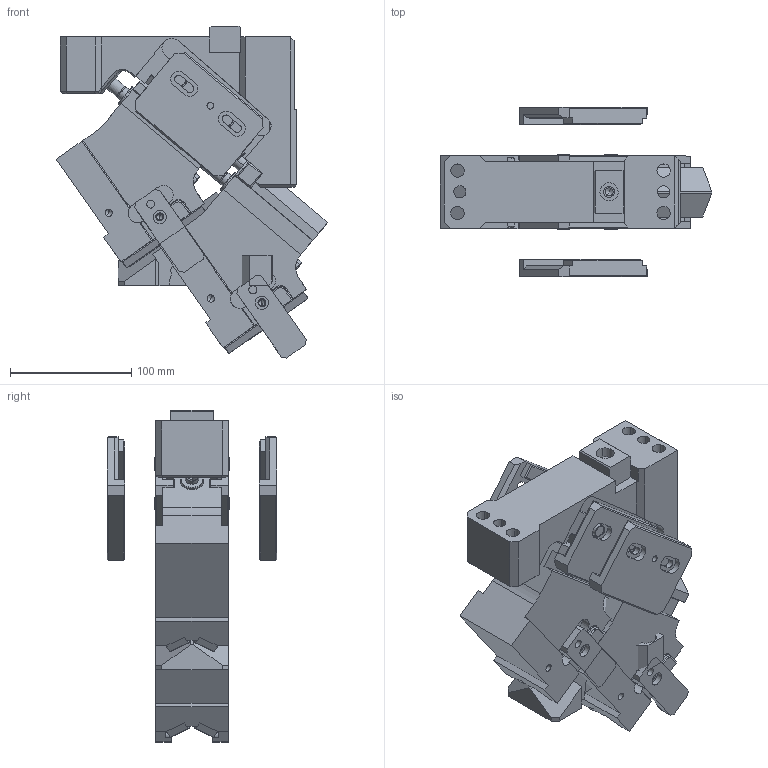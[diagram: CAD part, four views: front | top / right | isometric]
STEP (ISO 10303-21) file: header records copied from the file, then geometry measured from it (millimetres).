
FILE_DESCRIPTION(('CATIA V5 STEP Exchange','CAx-IF Rec.Pracs.--- Model Styling and Organization---1.5--- 2016-08-15','CAx-IF Rec.Pracs.---Supplemental Geometry---1.0---2011-11-01','CAx-IF Rec.Pracs.--- Composite Materials ---1.1---2010-07-15'),'2;1');
FILE_NAME('KM_27087_O-KS_60-35__00.stp','2022-08-16T11:55:30+00:00',('none'),('none'),'CATIA Version 5-6 Release 2020 SP3 HF9','CATIA V5 STEP AP214 v2','none');
FILE_SCHEMA(('AUTOMOTIVE_DESIGN { 1 0 10303 214 1 1 1 1 }'));
Products named in the file (1): KM_27087_O-KS_60-35__00
Bounding box: 223.81 x 140 x 273.77 mm (x, y, z)
Volume: 2102245.2 mm3; surface area: 357546.9 mm2
Topology: 7 solids, 15 shells, 1525 faces, 7617 edges, 6289 vertices
Faces by surface type: plane 801, cylinder 492, cone 156, torus 65, bspline 10, sphere 1
Entity records: 74773 total; most frequent: CARTESIAN_POINT 20802, DIRECTION 9404, ORIENTED_EDGE 7818, VECTOR 6014, LINE 6014, EDGE_CURVE 3909, COMPOSITE_CURVE_SEGMENT 3642, TRIMMED_CURVE 3642
